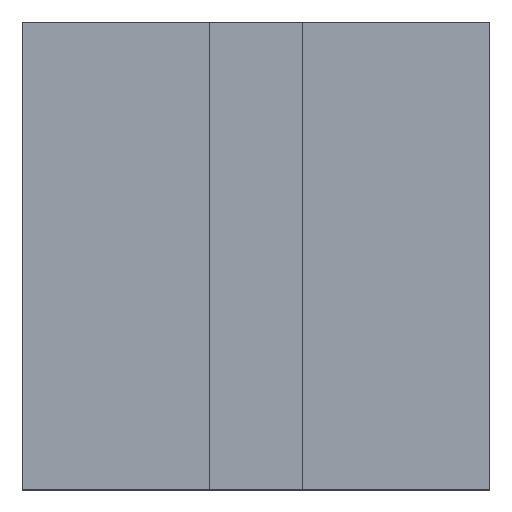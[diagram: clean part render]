
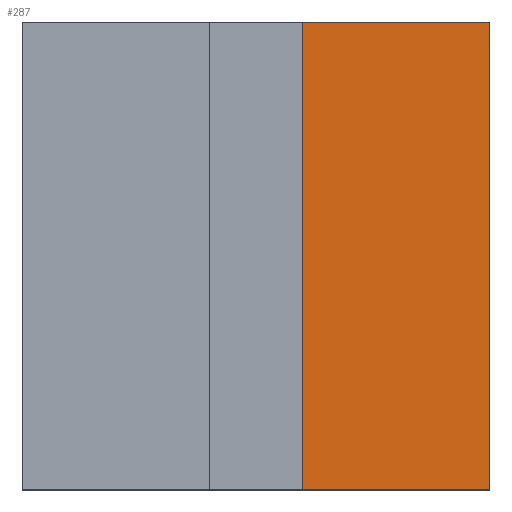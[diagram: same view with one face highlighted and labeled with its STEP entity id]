
A CAD part, top view. The second image highlights one B-rep face of the part: STEP entity #287.
In plain terms, the highlighted planar face has unit normal (0, 0, 1).
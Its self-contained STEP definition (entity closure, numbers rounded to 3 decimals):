
#287 = ADVANCED_FACE( '', ( #594 ), #595, .F. );
#594 = FACE_OUTER_BOUND( '', #920, .T. );
#595 = PLANE( '', #921 );
#920 = EDGE_LOOP( '', ( #1838, #1839, #1840, #1841 ) );
#921 = AXIS2_PLACEMENT_3D( '', #1842, #1843, #1844 );
#1838 = ORIENTED_EDGE( '', *, *, #2203, .F. );
#1839 = ORIENTED_EDGE( '', *, *, #2336, .F. );
#1840 = ORIENTED_EDGE( '', *, *, #2258, .F. );
#1841 = ORIENTED_EDGE( '', *, *, #2325, .F. );
#1842 = CARTESIAN_POINT( '', ( 0., 0., 0. ) );
#1843 = DIRECTION( '', ( 0., 0., -1. ) );
#1844 = DIRECTION( '', ( -1., 0., 0. ) );
#2203 = EDGE_CURVE( '', #2676, #2678, #2679, .T. );
#2258 = EDGE_CURVE( '', #2749, #2751, #2752, .T. );
#2325 = EDGE_CURVE( '', #2678, #2749, #2833, .T. );
#2336 = EDGE_CURVE( '', #2751, #2676, #2844, .T. );
#2676 = VERTEX_POINT( '', #3599 );
#2678 = VERTEX_POINT( '', #3602 );
#2679 = LINE( '', #3603, #3604 );
#2749 = VERTEX_POINT( '', #3781 );
#2751 = VERTEX_POINT( '', #3784 );
#2752 = LINE( '', #3785, #3786 );
#2833 = LINE( '', #3962, #3963 );
#2844 = LINE( '', #3978, #3979 );
#3599 = CARTESIAN_POINT( '', ( 1.5, 0.6, 0. ) );
#3602 = CARTESIAN_POINT( '', ( 1.5, -0.6, 0. ) );
#3603 = CARTESIAN_POINT( '', ( 1.5, 0.6, 0. ) );
#3604 = VECTOR( '', #4084, 1000. );
#3781 = CARTESIAN_POINT( '', ( -1.5, -0.6, 0. ) );
#3784 = CARTESIAN_POINT( '', ( -1.5, 0.6, 0. ) );
#3785 = CARTESIAN_POINT( '', ( -1.5, -0.6, 0. ) );
#3786 = VECTOR( '', #4111, 1000. );
#3962 = CARTESIAN_POINT( '', ( 1.5, -0.6, 0. ) );
#3963 = VECTOR( '', #4144, 1000. );
#3978 = CARTESIAN_POINT( '', ( -1.5, 0.6, 0. ) );
#3979 = VECTOR( '', #4149, 1000. );
#4084 = DIRECTION( '', ( 0., -1., 0. ) );
#4111 = DIRECTION( '', ( 0., 1., 0. ) );
#4144 = DIRECTION( '', ( -1., 0., 0. ) );
#4149 = DIRECTION( '', ( 1., 0., 0. ) );
